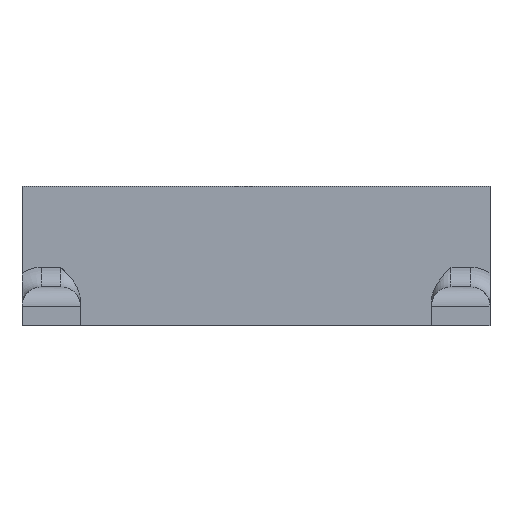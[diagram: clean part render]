
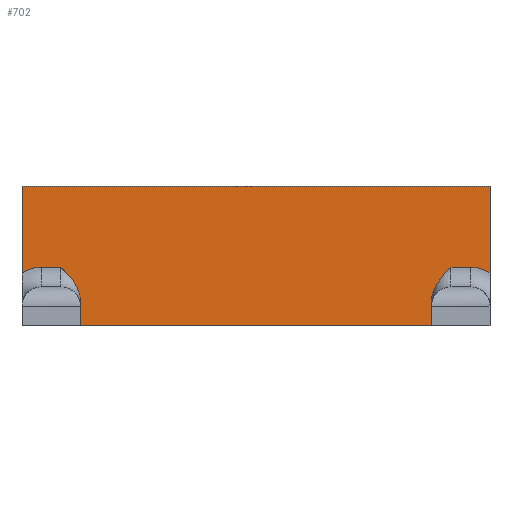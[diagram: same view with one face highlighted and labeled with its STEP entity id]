
A CAD part, left-side view. The second image highlights one B-rep face of the part: STEP entity #702.
In plain terms, the highlighted planar face has unit normal (-1, 0, 0).
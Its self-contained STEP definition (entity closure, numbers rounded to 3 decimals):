
#26=B_SPLINE_CURVE_WITH_KNOTS('',3,(#1181,#1182,#1183,#1184,#1185,#1186,
#1187,#1188,#1189,#1190),.UNSPECIFIED.,.F.,.F.,(4,2,2,2,4),(2.528,
2.719,2.91,3.204,3.498),
 .UNSPECIFIED.);
#28=B_SPLINE_CURVE_WITH_KNOTS('',3,(#1241,#1242,#1243,#1244,#1245,#1246,
#1247,#1248,#1249,#1250),.UNSPECIFIED.,.F.,.F.,(4,2,2,2,4),(0.,0.294,
0.588,0.779,0.97),.UNSPECIFIED.);
#42=CIRCLE('',#773,10.);
#52=CIRCLE('',#792,10.);
#106=FACE_OUTER_BOUND('',#146,.T.);
#146=EDGE_LOOP('',(#570,#571,#572,#573,#574,#575,#576,#577,#578,#579,#580,
#581));
#166=LINE('',#1050,#230);
#196=LINE('',#1171,#260);
#198=LINE('',#1177,#262);
#202=LINE('',#1210,#266);
#209=LINE('',#1235,#273);
#210=LINE('',#1239,#274);
#211=LINE('',#1251,#275);
#212=LINE('',#1252,#276);
#230=VECTOR('',#831,10.);
#260=VECTOR('',#921,10.);
#262=VECTOR('',#927,10.);
#266=VECTOR('',#939,10.);
#273=VECTOR('',#964,10.);
#274=VECTOR('',#967,10.);
#275=VECTOR('',#968,10.);
#276=VECTOR('',#969,10.);
#294=VERTEX_POINT('',#1047);
#295=VERTEX_POINT('',#1049);
#324=VERTEX_POINT('',#1154);
#325=VERTEX_POINT('',#1165);
#326=VERTEX_POINT('',#1169);
#328=VERTEX_POINT('',#1175);
#332=VERTEX_POINT('',#1198);
#333=VERTEX_POINT('',#1209);
#342=VERTEX_POINT('',#1234);
#343=VERTEX_POINT('',#1236);
#344=VERTEX_POINT('',#1238);
#345=VERTEX_POINT('',#1240);
#358=EDGE_CURVE('',#294,#295,#166,.T.);
#402=EDGE_CURVE('',#324,#325,#42,.T.);
#405=EDGE_CURVE('',#325,#326,#196,.T.);
#408=EDGE_CURVE('',#294,#328,#198,.T.);
#410=EDGE_CURVE('',#326,#328,#26,.F.);
#415=EDGE_CURVE('',#332,#333,#202,.T.);
#428=EDGE_CURVE('',#342,#333,#209,.T.);
#429=EDGE_CURVE('',#343,#332,#52,.T.);
#430=EDGE_CURVE('',#344,#343,#210,.T.);
#431=EDGE_CURVE('',#345,#344,#28,.F.);
#432=EDGE_CURVE('',#345,#295,#211,.T.);
#433=EDGE_CURVE('',#342,#324,#212,.T.);
#570=ORIENTED_EDGE('',*,*,#428,.T.);
#571=ORIENTED_EDGE('',*,*,#415,.F.);
#572=ORIENTED_EDGE('',*,*,#429,.F.);
#573=ORIENTED_EDGE('',*,*,#430,.F.);
#574=ORIENTED_EDGE('',*,*,#431,.F.);
#575=ORIENTED_EDGE('',*,*,#432,.T.);
#576=ORIENTED_EDGE('',*,*,#358,.F.);
#577=ORIENTED_EDGE('',*,*,#408,.T.);
#578=ORIENTED_EDGE('',*,*,#410,.F.);
#579=ORIENTED_EDGE('',*,*,#405,.F.);
#580=ORIENTED_EDGE('',*,*,#402,.F.);
#581=ORIENTED_EDGE('',*,*,#433,.F.);
#671=PLANE('',#791);
#702=ADVANCED_FACE('',(#106),#671,.T.);
#773=AXIS2_PLACEMENT_3D('',#1166,#913,#914);
#791=AXIS2_PLACEMENT_3D('',#1233,#962,#963);
#792=AXIS2_PLACEMENT_3D('',#1237,#965,#966);
#831=DIRECTION('',(0.,1.,0.));
#913=DIRECTION('center_axis',(-1.,0.,0.));
#914=DIRECTION('ref_axis',(0.,-0.707,0.707));
#921=DIRECTION('',(0.,1.,0.));
#927=DIRECTION('',(0.,0.,1.));
#939=DIRECTION('',(0.,0.,1.));
#962=DIRECTION('center_axis',(-1.,0.,0.));
#963=DIRECTION('ref_axis',(0.,1.,0.));
#964=DIRECTION('',(0.,1.,0.));
#965=DIRECTION('center_axis',(-1.,0.,0.));
#966=DIRECTION('ref_axis',(0.,0.707,0.707));
#967=DIRECTION('',(0.,1.,0.));
#968=DIRECTION('',(0.,0.,-1.));
#969=DIRECTION('',(0.,0.,-1.));
#1047=CARTESIAN_POINT('',(245.,-45.,-127.));
#1049=CARTESIAN_POINT('',(245.,45.,-127.));
#1050=CARTESIAN_POINT('',(245.,-60.,-127.));
#1154=CARTESIAN_POINT('',(245.,-60.,-113.34));
#1165=CARTESIAN_POINT('',(245.,-55.,-112.));
#1166=CARTESIAN_POINT('Origin',(245.,-55.,-122.));
#1169=CARTESIAN_POINT('',(245.,-50.,-112.));
#1171=CARTESIAN_POINT('',(245.,-60.,-112.));
#1175=CARTESIAN_POINT('',(245.,-45.,-120.66));
#1177=CARTESIAN_POINT('',(245.,-45.,-58.5));
#1181=CARTESIAN_POINT('Ctrl Pts',(245.,-45.,-120.66));
#1182=CARTESIAN_POINT('Ctrl Pts',(245.,-45.,-120.023));
#1183=CARTESIAN_POINT('Ctrl Pts',(245.,-45.097,-119.335));
#1184=CARTESIAN_POINT('Ctrl Pts',(245.,-45.473,-118.005));
#1185=CARTESIAN_POINT('Ctrl Pts',(245.,-45.75,-117.363));
#1186=CARTESIAN_POINT('Ctrl Pts',(245.,-46.516,-115.939));
#1187=CARTESIAN_POINT('Ctrl Pts',(245.,-47.145,-115.074));
#1188=CARTESIAN_POINT('Ctrl Pts',(245.,-48.543,-113.454));
#1189=CARTESIAN_POINT('Ctrl Pts',(245.,-49.307,-112.693));
#1190=CARTESIAN_POINT('Ctrl Pts',(245.,-50.,-112.));
#1198=CARTESIAN_POINT('',(245.,60.,-113.34));
#1209=CARTESIAN_POINT('',(245.,60.,-91.15));
#1210=CARTESIAN_POINT('',(245.,60.,0.));
#1233=CARTESIAN_POINT('Origin',(245.,-60.,0.));
#1234=CARTESIAN_POINT('',(245.,-60.,-91.15));
#1235=CARTESIAN_POINT('',(245.,-60.,-91.15));
#1236=CARTESIAN_POINT('',(245.,55.,-112.));
#1237=CARTESIAN_POINT('Origin',(245.,55.,-122.));
#1238=CARTESIAN_POINT('',(245.,50.,-112.));
#1239=CARTESIAN_POINT('',(245.,-7.5,-112.));
#1240=CARTESIAN_POINT('',(245.,45.,-120.66));
#1241=CARTESIAN_POINT('Ctrl Pts',(245.,50.,-112.));
#1242=CARTESIAN_POINT('Ctrl Pts',(245.,49.307,-112.693));
#1243=CARTESIAN_POINT('Ctrl Pts',(245.,48.543,-113.454));
#1244=CARTESIAN_POINT('Ctrl Pts',(245.,47.145,-115.074));
#1245=CARTESIAN_POINT('Ctrl Pts',(245.,46.516,-115.939));
#1246=CARTESIAN_POINT('Ctrl Pts',(245.,45.75,-117.363));
#1247=CARTESIAN_POINT('Ctrl Pts',(245.,45.473,-118.005));
#1248=CARTESIAN_POINT('Ctrl Pts',(245.,45.097,-119.335));
#1249=CARTESIAN_POINT('Ctrl Pts',(245.,45.,-120.023));
#1250=CARTESIAN_POINT('Ctrl Pts',(245.,45.,-120.66));
#1251=CARTESIAN_POINT('',(245.,45.,-63.5));
#1252=CARTESIAN_POINT('',(245.,-60.,0.));
